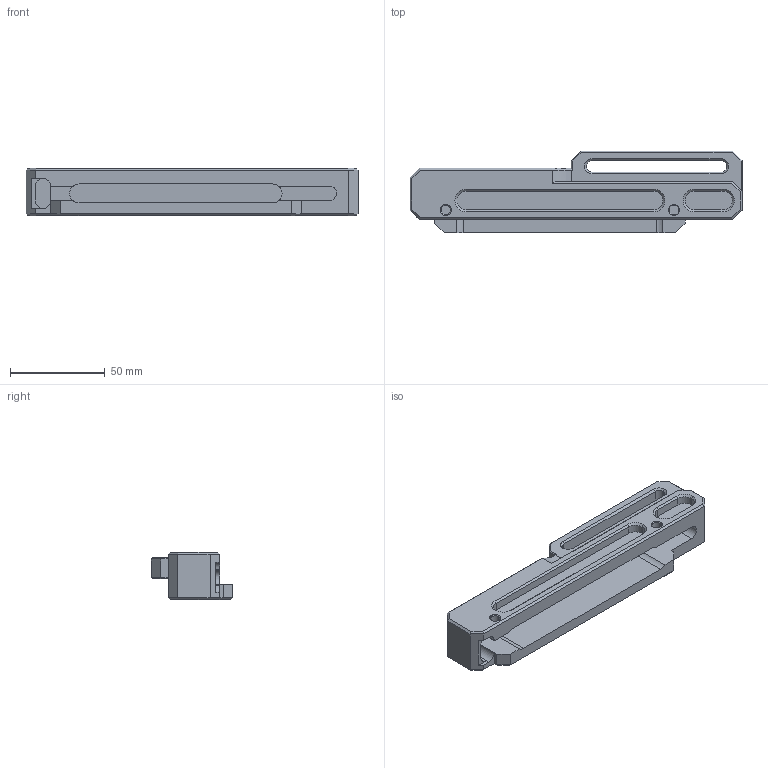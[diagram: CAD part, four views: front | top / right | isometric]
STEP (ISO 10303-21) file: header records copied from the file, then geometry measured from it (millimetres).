
FILE_DESCRIPTION (( 'STEP AP214' ), '1' );
FILE_NAME ('1225-10934 - Rev01 .step', '2019-07-15T14:08:10', ( '' ), ( '' ), 'SwSTEP 2.0', 'SolidWorks 2019', '' );
FILE_SCHEMA (( 'AUTOMOTIVE_DESIGN' ));
Length unit declared in the file: millimetre
Products named in the file (1): 1225-10934 - Rev01 
Bounding box: 175 x 43 x 25 mm (x, y, z)
Volume: 75037.3 mm3; surface area: 31385.7 mm2
Topology: 1 solids, 1 shells, 151 faces, 368 edges, 223 vertices
Faces by surface type: plane 102, cylinder 25, cone 24
Entity records: 4421 total; most frequent: CARTESIAN_POINT 755, DIRECTION 750, ORIENTED_EDGE 736, EDGE_CURVE 368, LINE 282, VECTOR 282, AXIS2_PLACEMENT_3D 234, VERTEX_POINT 223
